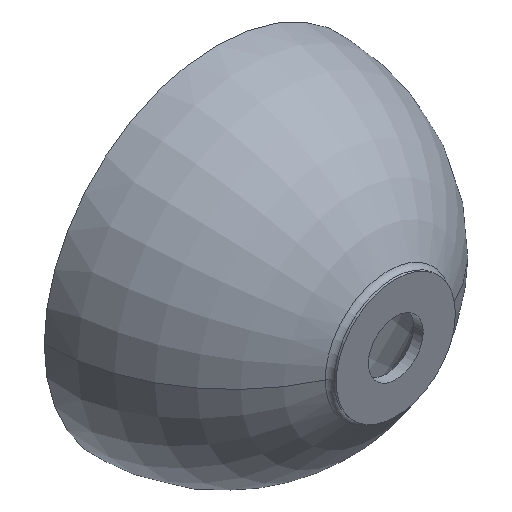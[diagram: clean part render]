
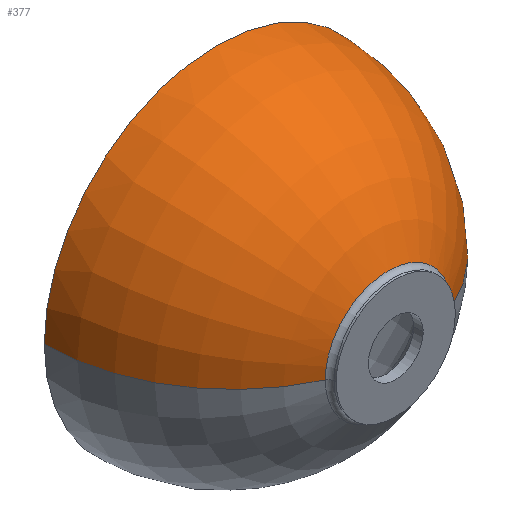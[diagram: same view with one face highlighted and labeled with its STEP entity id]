
A CAD part, isometric view. The second image highlights one B-rep face of the part: STEP entity #377.
In plain terms, the highlighted toroidal (fillet/blend) face has major radius 13.158 mm and minor radius 158.158 mm.
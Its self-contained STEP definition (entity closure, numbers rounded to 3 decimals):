
#2 = CARTESIAN_POINT ( 'NONE',  ( -52.911, 6.303, 0. ) ) ;
#17 = DIRECTION ( 'NONE',  ( 0., 0., 1. ) ) ;
#19 = EDGE_CURVE ( 'NONE', #139, #449, #87, .T. ) ;
#26 = CARTESIAN_POINT ( 'NONE',  ( 0., 150., 0. ) ) ;
#30 = DIRECTION ( 'NONE',  ( 0., 1., 0. ) ) ;
#31 = CARTESIAN_POINT ( 'NONE',  ( -13.158, 150., 0. ) ) ;
#44 = AXIS2_PLACEMENT_3D ( 'NONE', #397, #370, #337 ) ;
#48 = TOROIDAL_SURFACE ( 'NONE', #436, -13.158, 158.158 ) ;
#54 = CIRCLE ( 'NONE', #439, 52.911 ) ;
#62 = DIRECTION ( 'NONE',  ( -1., 0., 0. ) ) ;
#84 = DIRECTION ( 'NONE',  ( 0., 1., 0. ) ) ;
#85 = EDGE_CURVE ( 'NONE', #186, #139, #153, .T. ) ;
#86 = FACE_OUTER_BOUND ( 'NONE', #279, .T. ) ;
#87 = CIRCLE ( 'NONE', #329, 145. ) ;
#92 = ORIENTED_EDGE ( 'NONE', *, *, #19, .F. ) ;
#139 = VERTEX_POINT ( 'NONE', #358 ) ;
#142 = DIRECTION ( 'NONE',  ( 0., 1., 0. ) ) ;
#153 = CIRCLE ( 'NONE', #44, 158.158 ) ;
#182 = EDGE_CURVE ( 'NONE', #300, #449, #428, .T. ) ;
#185 = ORIENTED_EDGE ( 'NONE', *, *, #430, .T. ) ;
#186 = VERTEX_POINT ( 'NONE', #2 ) ;
#188 = DIRECTION ( 'NONE',  ( -1., 0., 0. ) ) ;
#207 = AXIS2_PLACEMENT_3D ( 'NONE', #31, #17, #214 ) ;
#214 = DIRECTION ( 'NONE',  ( 1., 0., 0. ) ) ;
#215 = CARTESIAN_POINT ( 'NONE',  ( 145., 150., 0. ) ) ;
#238 = ORIENTED_EDGE ( 'NONE', *, *, #85, .F. ) ;
#265 = DIRECTION ( 'NONE',  ( -1., 0., 0. ) ) ;
#279 = EDGE_LOOP ( 'NONE', ( #185, #418, #92, #238 ) ) ;
#281 = CARTESIAN_POINT ( 'NONE',  ( 0., 150., 0. ) ) ;
#300 = VERTEX_POINT ( 'NONE', #385 ) ;
#329 = AXIS2_PLACEMENT_3D ( 'NONE', #26, #30, #188 ) ;
#337 = DIRECTION ( 'NONE',  ( -1., 0., 0. ) ) ;
#357 = CARTESIAN_POINT ( 'NONE',  ( 0., 6.303, 0. ) ) ;
#358 = CARTESIAN_POINT ( 'NONE',  ( -145., 150., 0. ) ) ;
#370 = DIRECTION ( 'NONE',  ( 0., 0., -1. ) ) ;
#377 = ADVANCED_FACE ( 'NONE', ( #86 ), #48, .T. ) ;
#385 = CARTESIAN_POINT ( 'NONE',  ( 52.911, 6.303, 0. ) ) ;
#397 = CARTESIAN_POINT ( 'NONE',  ( 13.158, 150., 0. ) ) ;
#418 = ORIENTED_EDGE ( 'NONE', *, *, #182, .T. ) ;
#428 = CIRCLE ( 'NONE', #207, 158.158 ) ;
#430 = EDGE_CURVE ( 'NONE', #186, #300, #54, .T. ) ;
#436 = AXIS2_PLACEMENT_3D ( 'NONE', #281, #84, #265 ) ;
#439 = AXIS2_PLACEMENT_3D ( 'NONE', #357, #142, #62 ) ;
#449 = VERTEX_POINT ( 'NONE', #215 ) ;
